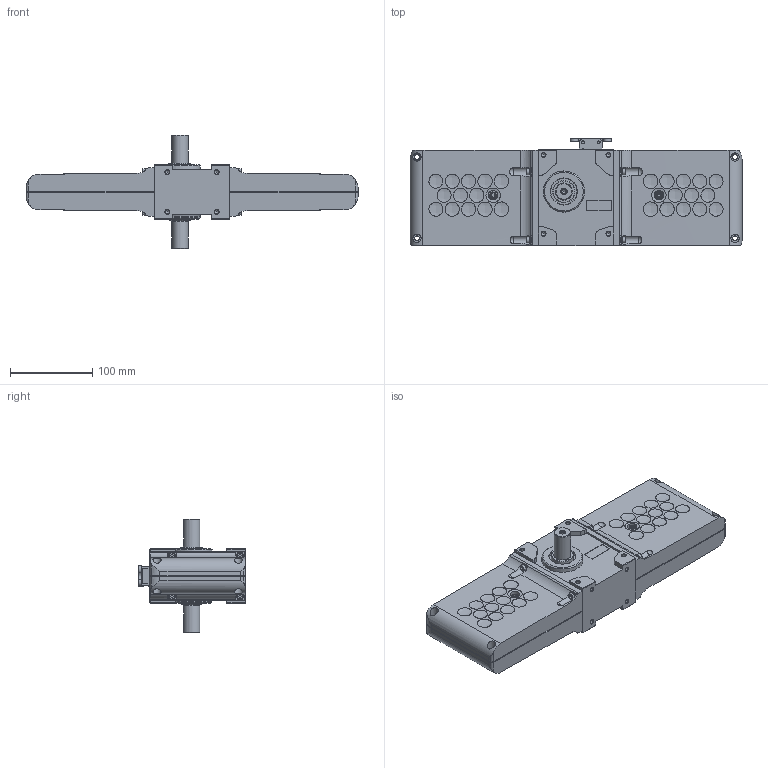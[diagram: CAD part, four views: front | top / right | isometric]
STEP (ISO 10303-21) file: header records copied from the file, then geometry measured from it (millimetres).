
FILE_DESCRIPTION(/* description */ ('STEP AP214'),/* implementation_level */ '2;1');
FILE_NAME(/* name */ 'ZCA35N050ET',/* time_stamp */ '2023-09-19T10:51:12+02:00',/* author */ ('License CC BY-ND 4.0'),/* organization */ ('CADENAS'),/* preprocessor_version */ 'ST-DEVELOPER v19.3',/* originating_system */ 'PARTsolutions',/* authorisation */ ' ');
FILE_SCHEMA (('AUTOMOTIVE_DESIGN {1 0 10303 214 3 1 1}'));
Length unit declared in the file: millimetre
Products named in the file (5): ZCA35N050ET; ZCA35-_ZC+tp; ZCA35050_hr; ZCA35050_hl; ZCA35T_ds+is
Assembly tree (4 placements, depth 2):
  ZCA35N050ET
    ZCA35-_ZC+tp
    ZCA35050_hr
    ZCA35050_hl
    ZCA35T_ds+is
Bounding box: 404 x 131 x 138 mm (x, y, z)
Volume: 2244899.8 mm3; surface area: 197640.4 mm2
Topology: 4 solids, 4 shells, 875 faces, 2144 edges, 1405 vertices
Faces by surface type: plane 458, cylinder 233, cone 96, sphere 64, bspline 16, torus 8
Full cylindrical faces by diameter (mm): 2.5 x1, 3.242 x2, 3.59 x4, 4.134 x4, 4.917 x20, 6.1 x4, 6.5 x2, 7 x10, 7.6 x4, 8 x10, 9.5 x2, 10 x11, 10.5 x3, 11 x3, 11.5 x4, 19.8 x2, 20 x3, 25 x1, 27 x1, 27.04 x1, 30.44 x1, 32 x2, 36.916 x1, 38.071 x1
Entity records: 25971 total; most frequent: CARTESIAN_POINT 6020, DIRECTION 4078, ORIENTED_EDGE 3792, EDGE_CURVE 1896, AXIS2_PLACEMENT_3D 1490, VERTEX_POINT 1364, FACE_BOUND 1230, EDGE_LOOP 1210
